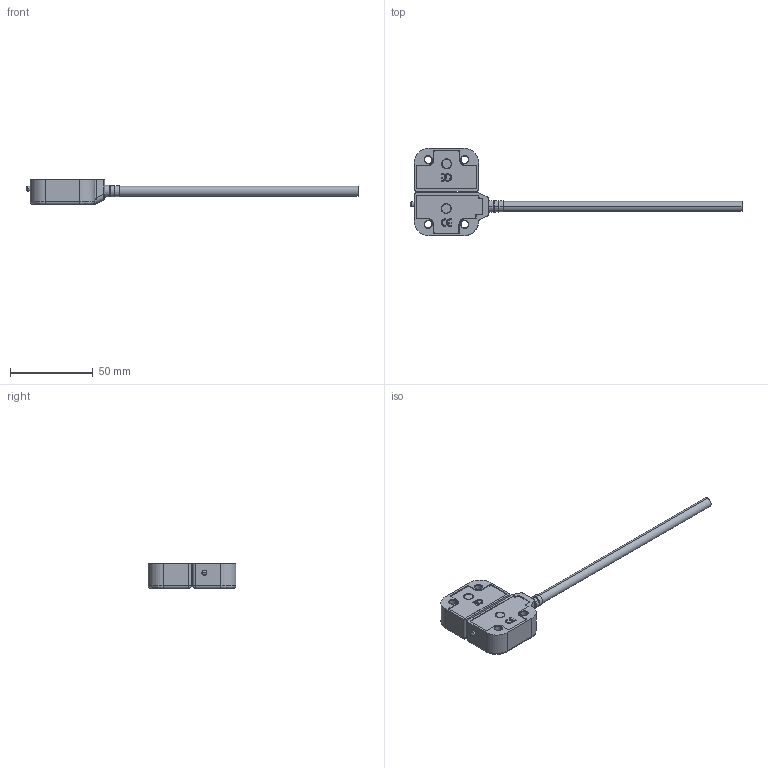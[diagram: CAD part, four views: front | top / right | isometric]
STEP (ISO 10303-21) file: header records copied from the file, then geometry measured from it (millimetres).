
FILE_DESCRIPTION (( 'STEP AP214' ), '1' );
FILE_NAME ('MMC-H-131107.step', '2017-09-27T14:05:15', ( '' ), ( '' ), 'SwSTEP 2.0', 'SolidWorks 2017', '' );
FILE_SCHEMA (( 'AUTOMOTIVE_DESIGN' ));
Length unit declared in the file: inch
Products named in the file (3): MMC-H-131107_1; MMC-H-131107_2; MMC-H-131107
Assembly tree (2 placements, depth 2):
  MMC-H-131107
    MMC-H-131107_1
    MMC-H-131107_2
Bounding box: 200.7 x 53 x 15 mm (x, y, z)
Volume: 20204.8 mm3; surface area: 20002.8 mm2
Topology: 9 solids, 9 shells, 599 faces, 1484 edges, 892 vertices
Faces by surface type: cylinder 232, plane 178, bspline 153, cone 36
Entity records: 20833 total; most frequent: CARTESIAN_POINT 7157, ORIENTED_EDGE 2904, DIRECTION 2737, EDGE_CURVE 1452, AXIS2_PLACEMENT_3D 1011, VERTEX_POINT 892, LINE 715, VECTOR 715
